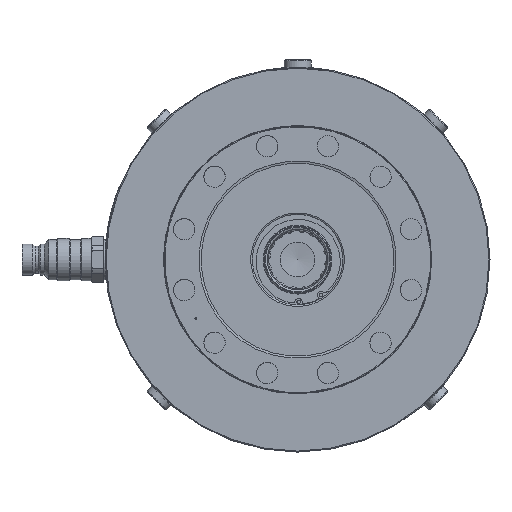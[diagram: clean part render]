
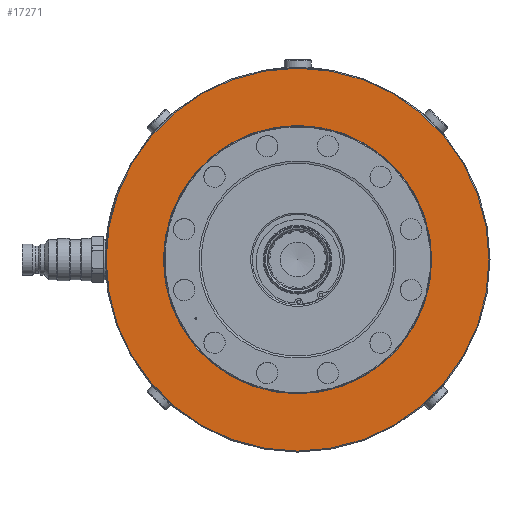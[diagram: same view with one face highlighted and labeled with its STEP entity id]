
A CAD part, front view. The second image highlights one B-rep face of the part: STEP entity #17271.
In plain terms, the highlighted planar face has unit normal (0, -1, 0).
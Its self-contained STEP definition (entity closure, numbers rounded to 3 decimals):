
#170 = DIRECTION ( 'NONE',  ( 0., 0., 1. ) ) ;
#3860 = DIRECTION ( 'NONE',  ( 0., 1., 0. ) ) ;
#12172 = CARTESIAN_POINT ( 'NONE',  ( 0., -130., 0. ) ) ;
#13983 = EDGE_CURVE ( 'NONE', #57607, #57607, #62525, .T. ) ;
#15740 = AXIS2_PLACEMENT_3D ( 'NONE', #12172, #3860, #19513 ) ;
#16792 = CARTESIAN_POINT ( 'NONE',  ( 69.75, -130., 0. ) ) ;
#17271 = ADVANCED_FACE ( 'NONE', ( #83331, #52495 ), #31478, .F. ) ;
#19513 = DIRECTION ( 'NONE',  ( 0., 0., 1. ) ) ;
#20392 = AXIS2_PLACEMENT_3D ( 'NONE', #89610, #83237, #22572 ) ;
#22572 = DIRECTION ( 'NONE',  ( 0., 0., 1. ) ) ;
#24583 = DIRECTION ( 'NONE',  ( 0., 1., 0. ) ) ;
#31478 = PLANE ( 'NONE',  #74397 ) ;
#32662 = ORIENTED_EDGE ( 'NONE', *, *, #82108, .F. ) ;
#35497 = ORIENTED_EDGE ( 'NONE', *, *, #13983, .T. ) ;
#37360 = CIRCLE ( 'NONE', #15740, 99.5 ) ;
#46401 = EDGE_LOOP ( 'NONE', ( #35497 ) ) ;
#52495 = FACE_BOUND ( 'NONE', #46401, .T. ) ;
#57607 = VERTEX_POINT ( 'NONE', #64939 ) ;
#62525 = CIRCLE ( 'NONE', #20392, 69.75 ) ;
#64939 = CARTESIAN_POINT ( 'NONE',  ( 0., -130., 69.75 ) ) ;
#74397 = AXIS2_PLACEMENT_3D ( 'NONE', #16792, #24583, #170 ) ;
#78493 = EDGE_LOOP ( 'NONE', ( #32662 ) ) ;
#82108 = EDGE_CURVE ( 'NONE', #86668, #86668, #37360, .T. ) ;
#83237 = DIRECTION ( 'NONE',  ( 0., 1., 0. ) ) ;
#83331 = FACE_OUTER_BOUND ( 'NONE', #78493, .T. ) ;
#86668 = VERTEX_POINT ( 'NONE', #93998 ) ;
#89610 = CARTESIAN_POINT ( 'NONE',  ( 0., -130., 0. ) ) ;
#93998 = CARTESIAN_POINT ( 'NONE',  ( 0., -130., 99.5 ) ) ;
